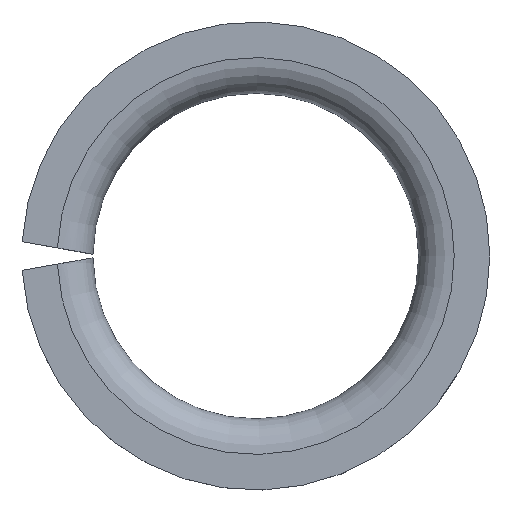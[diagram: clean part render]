
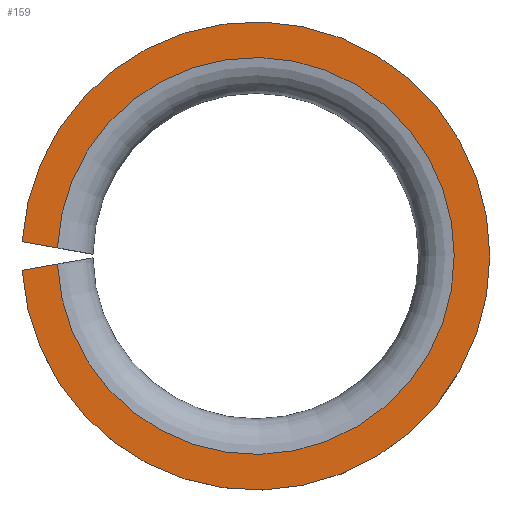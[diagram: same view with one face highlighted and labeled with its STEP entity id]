
A CAD part, top view. The second image highlights one B-rep face of the part: STEP entity #159.
In plain terms, the highlighted planar face has unit normal (0, 0, 1).
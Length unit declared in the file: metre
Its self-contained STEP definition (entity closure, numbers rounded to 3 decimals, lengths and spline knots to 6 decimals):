
#159=ADVANCED_FACE('',(#179),#180,.T.);
#179=FACE_OUTER_BOUND('',#204,.T.);
#180=PLANE('',#205);
#204=EDGE_LOOP('',(#264,#265,#266,#267));
#205=AXIS2_PLACEMENT_3D('',#268,#269,#270);
#264=ORIENTED_EDGE('',*,*,#327,.T.);
#265=ORIENTED_EDGE('',*,*,#335,.F.);
#266=ORIENTED_EDGE('',*,*,#333,.F.);
#267=ORIENTED_EDGE('',*,*,#313,.T.);
#268=CARTESIAN_POINT('',(0.023,0.0,0.01));
#269=DIRECTION('',(0.0,0.,1.0));
#270=DIRECTION('',(0.0,-1.0,0.));
#313=EDGE_CURVE('',#345,#343,#346,.T.);
#327=EDGE_CURVE('',#343,#369,#371,.T.);
#333=EDGE_CURVE('',#345,#380,#381,.T.);
#335=EDGE_CURVE('',#380,#369,#383,.T.);
#343=VERTEX_POINT('',#393);
#345=VERTEX_POINT('',#412);
#346=LINE('',#413,#414);
#369=VERTEX_POINT('',#464);
#371=CIRCLE('',#483,0.0195);
#380=VERTEX_POINT('',#506);
#381=CIRCLE('',#507,0.023);
#383=LINE('',#510,#511);
#393=CARTESIAN_POINT('',(0.019484,-0.000791,0.01));
#412=CARTESIAN_POINT('',(0.022957,-0.001403,0.01));
#413=CARTESIAN_POINT('',(0.028787,-0.002431,0.01));
#414=VECTOR('',#526,1.0);
#464=CARTESIAN_POINT('',(0.019484,0.000791,0.01));
#483=AXIS2_PLACEMENT_3D('',#541,#542,#543);
#506=CARTESIAN_POINT('',(0.022957,0.001403,0.01));
#507=AXIS2_PLACEMENT_3D('',#554,#555,#556);
#510=CARTESIAN_POINT('',(0.028787,0.002431,0.01));
#511=VECTOR('',#558,1.0);
#526=DIRECTION('',(-0.985,0.174,0.0));
#541=CARTESIAN_POINT('',(0.0,0.0,0.01));
#542=DIRECTION('',(0.0,0.,-1.0));
#543=DIRECTION('',(0.0,1.0,0.));
#554=CARTESIAN_POINT('',(0.0,0.0,0.01));
#555=DIRECTION('',(0.0,0.,-1.0));
#556=DIRECTION('',(0.0,1.0,0.));
#558=DIRECTION('',(-0.985,-0.174,0.));
